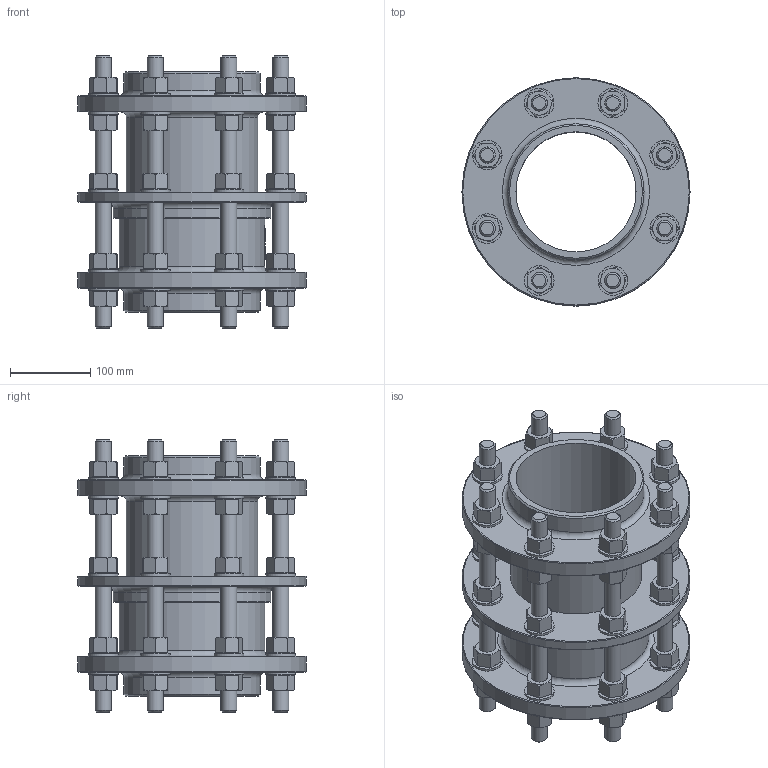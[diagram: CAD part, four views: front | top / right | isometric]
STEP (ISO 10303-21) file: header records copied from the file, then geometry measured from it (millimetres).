
FILE_DESCRIPTION(/* description */ (''),/* implementation_level */ '2;1');
FILE_NAME(/* name */ 'DN150_3D_STEP.stp',/* time_stamp */ '2025-09-11T00:08:25+03:00',/* author */ ('igorr'),/* organization */ (''),/* preprocessor_version */ 'ST-DEVELOPER v20',/* originating_system */ 'Autodesk Inventor 2025',/* authorisation */ '');
FILE_SCHEMA (('AUTOMOTIVE_DESIGN { 1 0 10303 214 3 1 1 }'));
Length unit declared in the file: millimetre
Products named in the file (4): Сборка; Деталь; ANSI B18.2.4.2M - M20x2,5; DIN 126 - 22
Assembly tree (81 placements, depth 2):
  Сборка
    Деталь
    ANSI B18.2.4.2M - M20x2,5  x40
    DIN 126 - 22  x40
Bounding box: 285 x 285 x 340 mm (x, y, z)
Volume: 5146023.6 mm3; surface area: 1016978 mm2
Topology: 89 solids, 89 shells, 1103 faces, 2320 edges, 1451 vertices
Faces by surface type: plane 517, cone 339, cylinder 208, bspline 23, torus 16
Full cylindrical faces by diameter (mm): 17.294 x40, 20 x8, 21 x24, 22 x40, 27.9 x40, 37 x40, 150 x1, 164 x1, 170 x2, 182 x1, 183 x1, 197 x1, 285 x3
Entity records: 7275 total; most frequent: CARTESIAN_POINT 1526, DIRECTION 1155, ORIENTED_EDGE 974, EDGE_CURVE 487, AXIS2_PLACEMENT_3D 462, VERTEX_POINT 320, EDGE_LOOP 277, LINE 231
